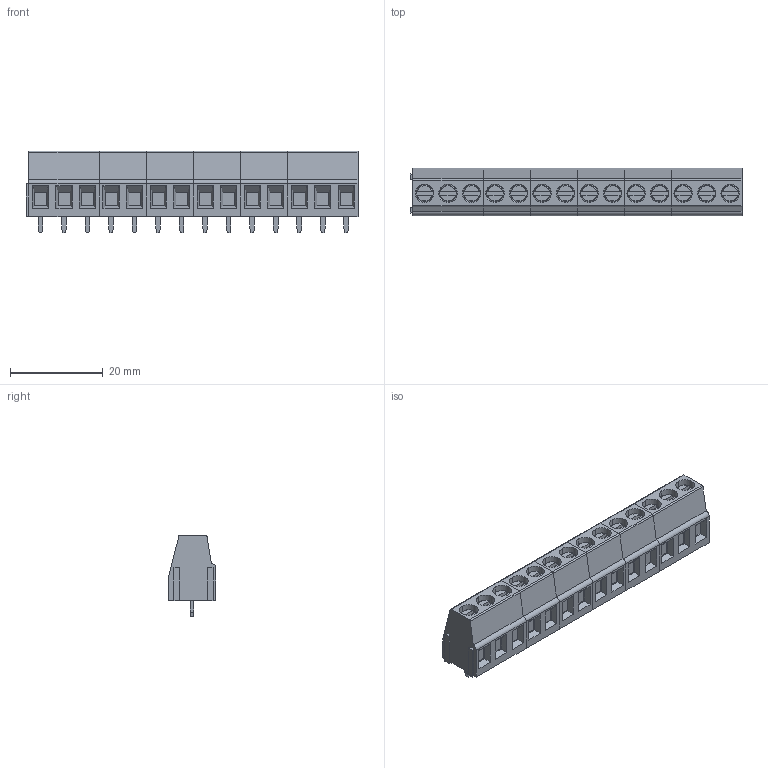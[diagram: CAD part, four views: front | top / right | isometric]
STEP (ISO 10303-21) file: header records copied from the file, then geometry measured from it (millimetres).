
FILE_DESCRIPTION(('FreeCAD Model'),'2;1');
FILE_NAME('Open CASCADE Shape Model','2024-11-06T21:12:20',(''),(''), 'Open CASCADE STEP processor 7.6','FreeCAD','Unknown');
FILE_SCHEMA(('AUTOMOTIVE_DESIGN { 1 0 10303 214 1 1 1 1 }'));
Length unit declared in the file: millimetre
Products named in the file (1): CUI_DEVICES_TB004-508-14BE
Bounding box: 71.72 x 10.2 x 17.6 mm (x, y, z)
Volume: 8378.9 mm3; surface area: 4997.4 mm2
Topology: 1 solids, 1 shells, 610 faces, 1479 edges, 913 vertices
Faces by surface type: plane 438, torus 70, cone 56, cylinder 46
Entity records: 22575 total; most frequent: CARTESIAN_POINT 4067, ORIENTED_EDGE 2958, DIRECTION 2890, EDGE_CURVE 1479, LINE 1066, VECTOR 1066, VERTEX_POINT 913, AXIS2_PLACEMENT_3D 912
